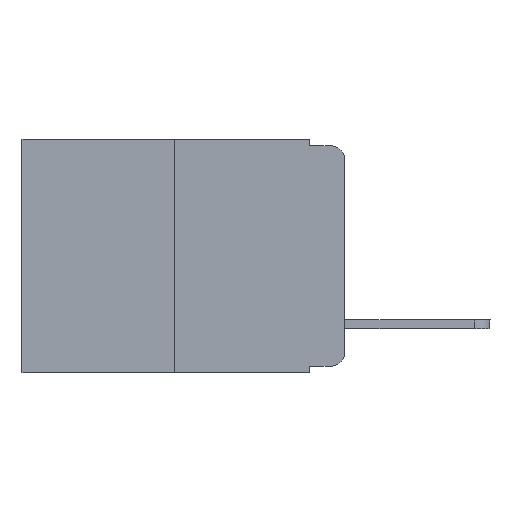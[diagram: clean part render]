
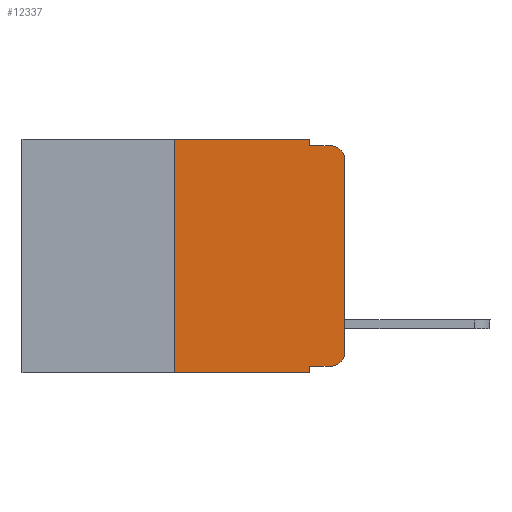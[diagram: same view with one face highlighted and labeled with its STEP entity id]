
A CAD part, left-side view. The second image highlights one B-rep face of the part: STEP entity #12337.
In plain terms, the highlighted planar face has unit normal (-1, 0, 0).
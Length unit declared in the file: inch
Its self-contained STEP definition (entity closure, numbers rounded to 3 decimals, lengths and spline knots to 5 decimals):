
#9 = DIRECTION ( 'NONE',  ( -1., 0., 0. ) ) ;
#225 = AXIS2_PLACEMENT_3D ( 'NONE', #14749, #9, #14690 ) ;
#708 = VERTEX_POINT ( 'NONE', #12554 ) ;
#747 = ORIENTED_EDGE ( 'NONE', *, *, #6682, .F. ) ;
#881 = ORIENTED_EDGE ( 'NONE', *, *, #5371, .T. ) ;
#1102 = ORIENTED_EDGE ( 'NONE', *, *, #8454, .F. ) ;
#1463 = ORIENTED_EDGE ( 'NONE', *, *, #5245, .F. ) ;
#1625 = CIRCLE ( 'NONE', #225, 0.02 ) ;
#2097 = EDGE_CURVE ( 'NONE', #11956, #11553, #10605, .T. ) ;
#2411 = CARTESIAN_POINT ( 'NONE',  ( 0., 0.051, 0. ) ) ;
#2457 = DIRECTION ( 'NONE',  ( 0., 0., 1. ) ) ;
#2558 = DIRECTION ( 'NONE',  ( 0., 0., -1. ) ) ;
#2897 = LINE ( 'NONE', #8504, #9154 ) ;
#3308 = CARTESIAN_POINT ( 'NONE',  ( 0., 0.051, 0. ) ) ;
#3377 = DIRECTION ( 'NONE',  ( 0., -1., 0. ) ) ;
#3448 = VECTOR ( 'NONE', #14826, 39.37008 ) ;
#3543 = DIRECTION ( 'NONE',  ( 0., 0., -1. ) ) ;
#3544 = CARTESIAN_POINT ( 'NONE',  ( 0., 0.051, -0.343 ) ) ;
#4007 = LINE ( 'NONE', #6038, #5069 ) ;
#4037 = DIRECTION ( 'NONE',  ( -1., 0., 0. ) ) ;
#4109 = VERTEX_POINT ( 'NONE', #10131 ) ;
#4227 = CARTESIAN_POINT ( 'NONE',  ( 0., 0.051, -0.01 ) ) ;
#4451 = CARTESIAN_POINT ( 'NONE',  ( 0., 0.25, 0. ) ) ;
#4591 = LINE ( 'NONE', #12004, #14581 ) ;
#5069 = VECTOR ( 'NONE', #3377, 39.37008 ) ;
#5141 = LINE ( 'NONE', #14941, #3448 ) ;
#5144 = DIRECTION ( 'NONE',  ( 0., 0., -1. ) ) ;
#5219 = VERTEX_POINT ( 'NONE', #3544 ) ;
#5245 = EDGE_CURVE ( 'NONE', #13112, #10592, #2897, .T. ) ;
#5371 = EDGE_CURVE ( 'NONE', #11553, #4109, #15658, .T. ) ;
#6038 = CARTESIAN_POINT ( 'NONE',  ( 0., 0.051, -0.333 ) ) ;
#6552 = EDGE_CURVE ( 'NONE', #4109, #15701, #1625, .T. ) ;
#6664 = ORIENTED_EDGE ( 'NONE', *, *, #6688, .F. ) ;
#6682 = EDGE_CURVE ( 'NONE', #10592, #15701, #13085, .T. ) ;
#6688 = EDGE_CURVE ( 'NONE', #13998, #13112, #8283, .T. ) ;
#7223 = DIRECTION ( 'NONE',  ( 0., 0., -1. ) ) ;
#7681 = DIRECTION ( 'NONE',  ( 1., 0., 0. ) ) ;
#7913 = CARTESIAN_POINT ( 'NONE',  ( 0., 0.02, -0.313 ) ) ;
#7970 = LINE ( 'NONE', #3308, #10907 ) ;
#8283 = LINE ( 'NONE', #13502, #17082 ) ;
#8332 = FACE_OUTER_BOUND ( 'NONE', #9266, .T. ) ;
#8454 = EDGE_CURVE ( 'NONE', #708, #13998, #5141, .T. ) ;
#8504 = CARTESIAN_POINT ( 'NONE',  ( 0., 0.051, 0. ) ) ;
#8963 = CARTESIAN_POINT ( 'NONE',  ( 0., 0., 0. ) ) ;
#9154 = VECTOR ( 'NONE', #7223, 39.37008 ) ;
#9266 = EDGE_LOOP ( 'NONE', ( #881, #9723, #747, #1463, #6664, #1102, #16717, #11989, #10353, #15435 ) ) ;
#9384 = EDGE_CURVE ( 'NONE', #9857, #5219, #7970, .T. ) ;
#9675 = DIRECTION ( 'NONE',  ( 0., -1., 0. ) ) ;
#9723 = ORIENTED_EDGE ( 'NONE', *, *, #6552, .T. ) ;
#9736 = DIRECTION ( 'NONE',  ( 0., -1., 0. ) ) ;
#9857 = VERTEX_POINT ( 'NONE', #14715 ) ;
#10131 = CARTESIAN_POINT ( 'NONE',  ( 0., 0., -0.03 ) ) ;
#10353 = ORIENTED_EDGE ( 'NONE', *, *, #11984, .T. ) ;
#10354 = CARTESIAN_POINT ( 'NONE',  ( 0., 0.051, -0.01 ) ) ;
#10418 = VECTOR ( 'NONE', #9675, 39.37008 ) ;
#10592 = VERTEX_POINT ( 'NONE', #10354 ) ;
#10605 = CIRCLE ( 'NONE', #11515, 0.02 ) ;
#10907 = VECTOR ( 'NONE', #3543, 39.37008 ) ;
#11174 = CARTESIAN_POINT ( 'NONE',  ( 0., 0.02, -0.333 ) ) ;
#11458 = VECTOR ( 'NONE', #2457, 39.37008 ) ;
#11515 = AXIS2_PLACEMENT_3D ( 'NONE', #7913, #4037, #2558 ) ;
#11553 = VERTEX_POINT ( 'NONE', #14405 ) ;
#11956 = VERTEX_POINT ( 'NONE', #11174 ) ;
#11984 = EDGE_CURVE ( 'NONE', #9857, #11956, #4007, .T. ) ;
#11989 = ORIENTED_EDGE ( 'NONE', *, *, #9384, .F. ) ;
#12004 = CARTESIAN_POINT ( 'NONE',  ( 0., 0.473, -0.343 ) ) ;
#12337 = ADVANCED_FACE ( 'NONE', ( #8332 ), #14450, .F. ) ;
#12379 = AXIS2_PLACEMENT_3D ( 'NONE', #16892, #7681, #5144 ) ;
#12554 = CARTESIAN_POINT ( 'NONE',  ( 0., 0.25, -0.343 ) ) ;
#13085 = LINE ( 'NONE', #4227, #10418 ) ;
#13112 = VERTEX_POINT ( 'NONE', #2411 ) ;
#13180 = EDGE_CURVE ( 'NONE', #708, #5219, #4591, .T. ) ;
#13502 = CARTESIAN_POINT ( 'NONE',  ( 0., 0.473, 0. ) ) ;
#13998 = VERTEX_POINT ( 'NONE', #4451 ) ;
#14158 = CARTESIAN_POINT ( 'NONE',  ( 0., 0.02, -0.01 ) ) ;
#14405 = CARTESIAN_POINT ( 'NONE',  ( 0., 0., -0.313 ) ) ;
#14450 = PLANE ( 'NONE',  #12379 ) ;
#14581 = VECTOR ( 'NONE', #17209, 39.37008 ) ;
#14690 = DIRECTION ( 'NONE',  ( 0., 0., -1. ) ) ;
#14715 = CARTESIAN_POINT ( 'NONE',  ( 0., 0.051, -0.333 ) ) ;
#14749 = CARTESIAN_POINT ( 'NONE',  ( 0., 0.02, -0.03 ) ) ;
#14826 = DIRECTION ( 'NONE',  ( 0., 0., 1. ) ) ;
#14941 = CARTESIAN_POINT ( 'NONE',  ( 0., 0.25, 0. ) ) ;
#15435 = ORIENTED_EDGE ( 'NONE', *, *, #2097, .T. ) ;
#15658 = LINE ( 'NONE', #8963, #11458 ) ;
#15701 = VERTEX_POINT ( 'NONE', #14158 ) ;
#16717 = ORIENTED_EDGE ( 'NONE', *, *, #13180, .T. ) ;
#16892 = CARTESIAN_POINT ( 'NONE',  ( 0., 0.473, 0. ) ) ;
#17082 = VECTOR ( 'NONE', #9736, 39.37008 ) ;
#17209 = DIRECTION ( 'NONE',  ( 0., -1., 0. ) ) ;
